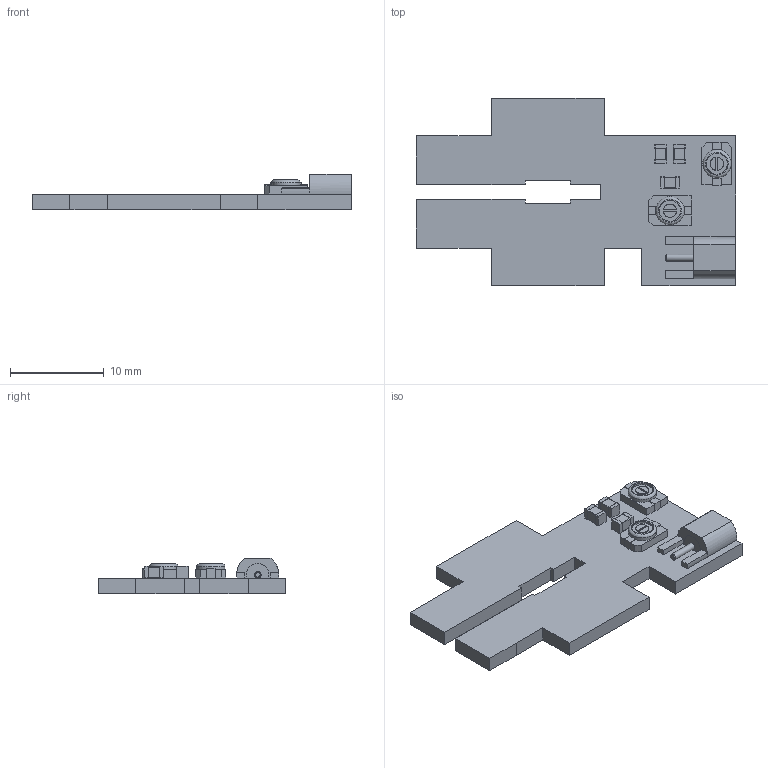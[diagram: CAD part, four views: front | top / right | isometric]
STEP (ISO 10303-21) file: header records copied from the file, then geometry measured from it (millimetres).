
FILE_DESCRIPTION(('KiCad electronic assembly'),'2;1');
FILE_NAME('probe.step','2022-03-31T23:08:30',('Pcbnew'),('Kicad'), 'Open CASCADE STEP processor 7.5','KiCad to STEP converter','Unknown' );
FILE_SCHEMA(('AUTOMOTIVE_DESIGN { 1 0 10303 214 1 1 1 1 }'));
Length unit declared in the file: millimetre
Products named in the file (8): probe 1; C_Trimmer_Sprague-Goodman_SGC3; SOLID; C_0805_2012Metric; MMCX_Molex_73415-0961_Horizontal; probe PCB
Assembly tree (10 placements, depth 3):
  probe 1
    C_Trimmer_Sprague-Goodman_SGC3  x2
      SOLID
    C_0805_2012Metric  x3
      SOLID
    MMCX_Molex_73415-0961_Horizontal
      SOLID
    probe PCB
Bounding box: 34 x 20 x 3.75 mm (x, y, z)
Volume: 878.7 mm3; surface area: 1529.9 mm2
Topology: 7 solids, 7 shells, 233 faces, 573 edges, 377 vertices
Faces by surface type: bspline 199, plane 34
Entity records: 9235 total; most frequent: CARTESIAN_POINT 3143, ORIENTED_EDGE 692, PCURVE 692, DEFINITIONAL_REPRESENTATION 692, B_SPLINE_CURVE_WITH_KNOTS 630, DIRECTION 378, EDGE_CURVE 346, SURFACE_CURVE 337
